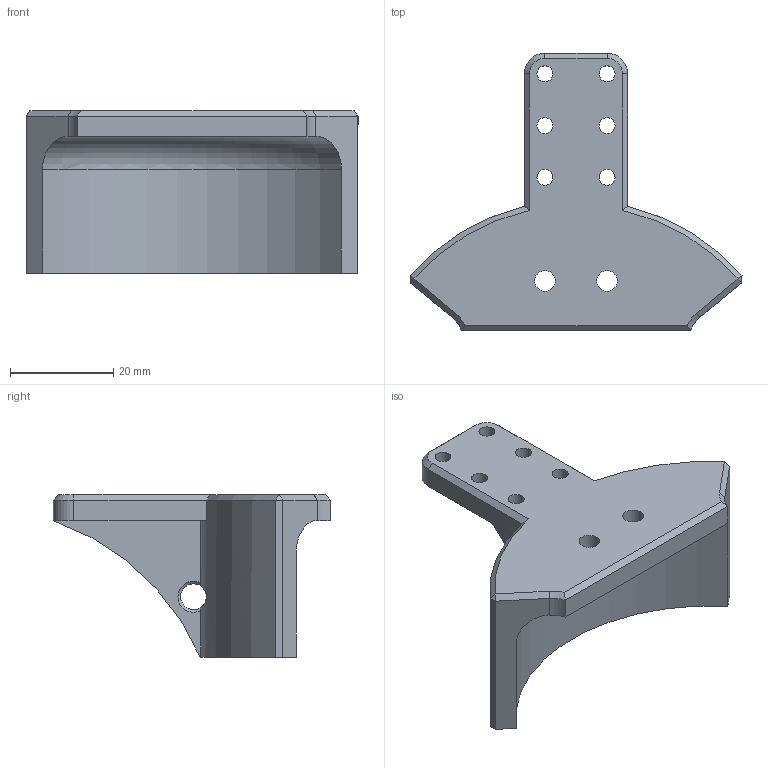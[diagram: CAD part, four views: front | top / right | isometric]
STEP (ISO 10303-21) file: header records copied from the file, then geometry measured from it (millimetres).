
FILE_DESCRIPTION(/* description */ (''),/* implementation_level */ '2;1');
FILE_NAME(/* name */ 'camera_mount_robotiq_2f.step',/* time_stamp */ '2021-08-24T10:02:58+02:00',/* author */ (''),/* organization */ (''),/* preprocessor_version */ 'ST-DEVELOPER v18.1',/* originating_system */ 'Autodesk Translation Framework v10.9.0.1377',/* authorisation */ '');
FILE_SCHEMA (('AUTOMOTIVE_DESIGN { 1 0 10303 214 3 1 1 }'));
Length unit declared in the file: millimetre
Products named in the file (1): camera_mount
Bounding box: 64.16 x 53.65 x 31.35 mm (x, y, z)
Volume: 19511.7 mm3; surface area: 9051.6 mm2
Topology: 1 solids, 1 shells, 55 faces, 151 edges, 96 vertices
Faces by surface type: plane 25, cylinder 21, cone 8, torus 1
Full cylindrical faces by diameter (mm): 3.1 x6, 4 x2, 5 x1
Entity records: 1893 total; most frequent: CARTESIAN_POINT 419, ORIENTED_EDGE 302, DIRECTION 302, EDGE_CURVE 151, AXIS2_PLACEMENT_3D 115, VERTEX_POINT 96, LINE 72, VECTOR 72
